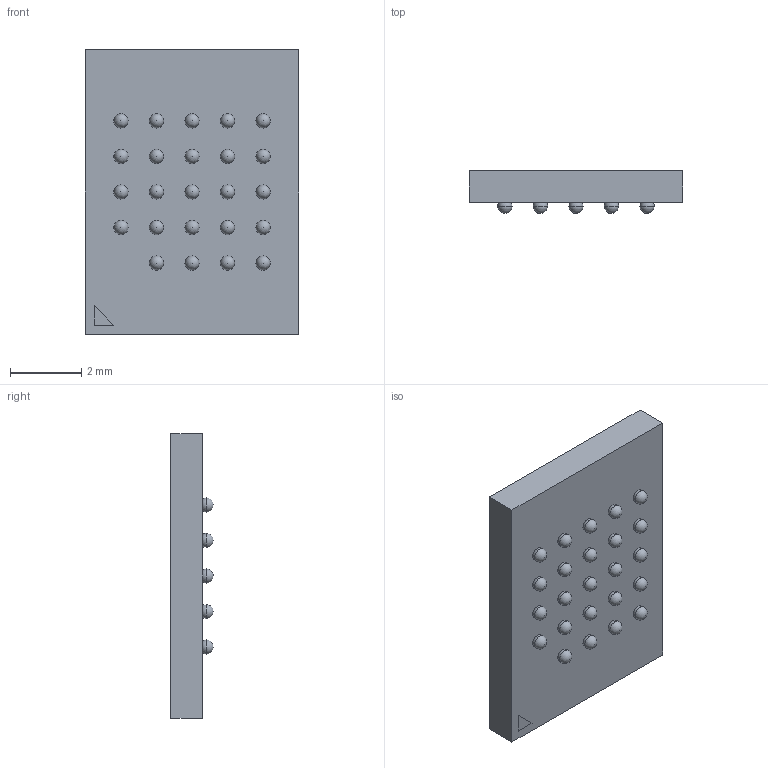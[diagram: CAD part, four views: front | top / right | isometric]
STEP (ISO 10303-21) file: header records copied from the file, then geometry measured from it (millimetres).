
FILE_DESCRIPTION (( 'STEP AP214' ), '1' );
FILE_NAME ('MT25QL256ABA8E12-1SIT TR.STEP', '2020-06-21T23:55:23', ( '' ), ( '' ), 'SwSTEP 2.0', 'SolidWorks 2017', '' );
FILE_SCHEMA (( 'AUTOMOTIVE_DESIGN' ));
Length unit declared in the file: millimetre
Products named in the file (1): MT25QL256ABA8E12-1SIT TR
Bounding box: 6 x 1.2 x 8 mm (x, y, z)
Volume: 43.9 mm3; surface area: 134.1 mm2
Topology: 27 solids, 27 shells, 94 faces, 234 edges, 172 vertices
Faces by surface type: sphere 48, plane 42, cylinder 4
Entity records: 2502 total; most frequent: DIRECTION 432, CARTESIAN_POINT 357, ORIENTED_EDGE 276, AXIS2_PLACEMENT_3D 199, EDGE_CURVE 138, VERTEX_POINT 124, EDGE_LOOP 120, CIRCLE 104
